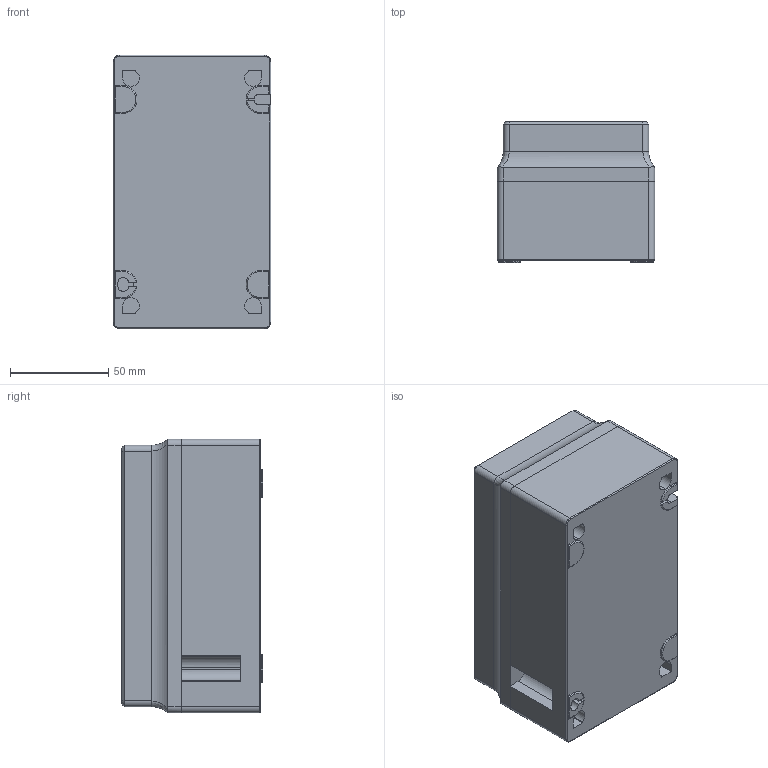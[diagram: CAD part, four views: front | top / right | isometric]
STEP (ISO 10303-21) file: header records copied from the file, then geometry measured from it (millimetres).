
FILE_DESCRIPTION (( 'STEP AP203' ), '1' );
FILE_NAME ('8040_1280_-Leergehaeuse.STEP', '2015-02-23T11:01:05', ( '' ), ( '' ), 'SwSTEP 2.0', 'SolidWorks 2015', '' );
FILE_SCHEMA (( 'CONFIG_CONTROL_DESIGN' ));
Length unit declared in the file: millimetre
Products named in the file (4): 80_409_02_05_6_geschlossen 80_409_07_05_6; 80_409_05_04_0; 8040_1280_-Leergehaeuse; 509_626_0
Assembly tree (6 placements, depth 2):
  8040_1280_-Leergehaeuse
    80_409_02_05_6_geschlossen 80_409_07_05_6
    509_626_0  x4
    80_409_05_04_0
Bounding box: 80 x 71.8 x 139 mm (x, y, z)
Volume: 194085 mm3; surface area: 114436.4 mm2
Topology: 6 solids, 6 shells, 1086 faces, 2724 edges, 1746 vertices
Faces by surface type: plane 522, cylinder 269, bspline 132, cone 85, torus 70, sphere 8
Entity records: 36773 total; most frequent: CARTESIAN_POINT 13312, ORIENTED_EDGE 4944, DIRECTION 4459, EDGE_CURVE 2472, VERTEX_POINT 1590, AXIS2_PLACEMENT_3D 1495, LINE 1469, VECTOR 1469
